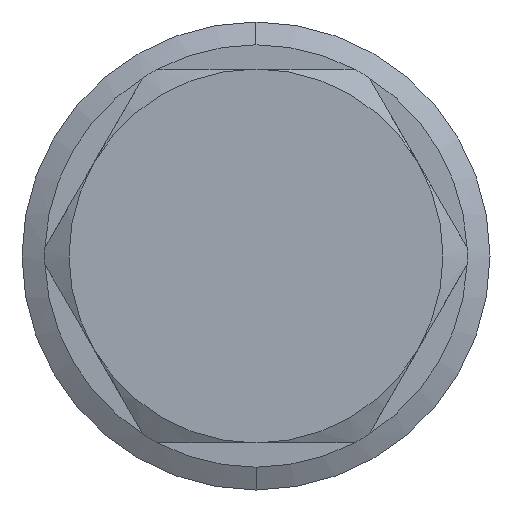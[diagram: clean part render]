
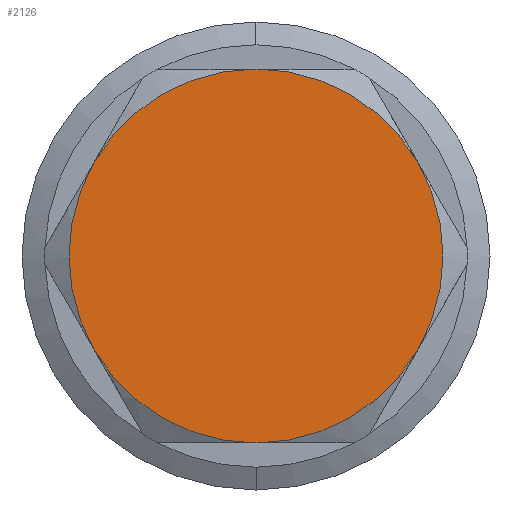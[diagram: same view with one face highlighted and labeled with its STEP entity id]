
A CAD part, left-side view. The second image highlights one B-rep face of the part: STEP entity #2126.
In plain terms, the highlighted planar face has unit normal (-1, 0, 0).
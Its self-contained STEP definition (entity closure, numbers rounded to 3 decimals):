
#170 = CARTESIAN_POINT ( 'NONE',  ( 0., 13.727, 7.925 ) ) ;
#233 = CARTESIAN_POINT ( 'NONE',  ( 0., -13.727, -7.925 ) ) ;
#266 = DIRECTION ( 'NONE',  ( 0., 0., 1. ) ) ;
#278 = EDGE_LOOP ( 'NONE', ( #2806, #573, #3539, #2273, #2005, #2558 ) ) ;
#351 = VERTEX_POINT ( 'NONE', #1251 ) ;
#480 = DIRECTION ( 'NONE',  ( -1., 0., 0. ) ) ;
#573 = ORIENTED_EDGE ( 'NONE', *, *, #5553, .T. ) ;
#773 = DIRECTION ( 'NONE',  ( -1., 0., 0. ) ) ;
#786 = AXIS2_PLACEMENT_3D ( 'NONE', #6011, #4618, #5093 ) ;
#1224 = CARTESIAN_POINT ( 'NONE',  ( 0., 0., 0. ) ) ;
#1251 = CARTESIAN_POINT ( 'NONE',  ( 0., -13.727, 7.925 ) ) ;
#1456 = CIRCLE ( 'NONE', #2519, 15.85 ) ;
#1689 = VERTEX_POINT ( 'NONE', #3997 ) ;
#1851 = DIRECTION ( 'NONE',  ( 0., 0., 1. ) ) ;
#2005 = ORIENTED_EDGE ( 'NONE', *, *, #4949, .T. ) ;
#2047 = VERTEX_POINT ( 'NONE', #170 ) ;
#2049 = CIRCLE ( 'NONE', #5976, 15.85 ) ;
#2093 = EDGE_CURVE ( 'NONE', #5569, #5184, #4364, .T. ) ;
#2126 = ADVANCED_FACE ( 'NONE', ( #6017 ), #2181, .F. ) ;
#2136 = EDGE_CURVE ( 'NONE', #5645, #2047, #1456, .T. ) ;
#2181 = PLANE ( 'NONE',  #6007 ) ;
#2273 = ORIENTED_EDGE ( 'NONE', *, *, #2093, .T. ) ;
#2310 = DIRECTION ( 'NONE',  ( -1., 0., 0. ) ) ;
#2519 = AXIS2_PLACEMENT_3D ( 'NONE', #5686, #4706, #266 ) ;
#2540 = CARTESIAN_POINT ( 'NONE',  ( 0., 0., 0. ) ) ;
#2544 = CIRCLE ( 'NONE', #3704, 15.85 ) ;
#2558 = ORIENTED_EDGE ( 'NONE', *, *, #3655, .T. ) ;
#2806 = ORIENTED_EDGE ( 'NONE', *, *, #2136, .T. ) ;
#3505 = EDGE_CURVE ( 'NONE', #1689, #5569, #3542, .T. ) ;
#3539 = ORIENTED_EDGE ( 'NONE', *, *, #3505, .T. ) ;
#3542 = CIRCLE ( 'NONE', #6298, 15.85 ) ;
#3655 = EDGE_CURVE ( 'NONE', #351, #5645, #2544, .T. ) ;
#3690 = DIRECTION ( 'NONE',  ( 0., 0., -1. ) ) ;
#3704 = AXIS2_PLACEMENT_3D ( 'NONE', #1224, #773, #4747 ) ;
#3798 = CARTESIAN_POINT ( 'NONE',  ( 0., 0., -15.85 ) ) ;
#3876 = CARTESIAN_POINT ( 'NONE',  ( 0., 0., 15.85 ) ) ;
#3997 = CARTESIAN_POINT ( 'NONE',  ( 0., 13.727, -7.925 ) ) ;
#4288 = CIRCLE ( 'NONE', #6049, 15.85 ) ;
#4364 = CIRCLE ( 'NONE', #786, 15.85 ) ;
#4618 = DIRECTION ( 'NONE',  ( -1., 0., 0. ) ) ;
#4706 = DIRECTION ( 'NONE',  ( -1., 0., 0. ) ) ;
#4747 = DIRECTION ( 'NONE',  ( 0., 0., 1. ) ) ;
#4909 = DIRECTION ( 'NONE',  ( -1., 0., 0. ) ) ;
#4934 = DIRECTION ( 'NONE',  ( 0., 0., 1. ) ) ;
#4949 = EDGE_CURVE ( 'NONE', #5184, #351, #4288, .T. ) ;
#5093 = DIRECTION ( 'NONE',  ( 0., 0., 1. ) ) ;
#5184 = VERTEX_POINT ( 'NONE', #233 ) ;
#5237 = CARTESIAN_POINT ( 'NONE',  ( 0., 0., 0. ) ) ;
#5401 = CARTESIAN_POINT ( 'NONE',  ( 0., 0., 0. ) ) ;
#5553 = EDGE_CURVE ( 'NONE', #2047, #1689, #2049, .T. ) ;
#5569 = VERTEX_POINT ( 'NONE', #3798 ) ;
#5624 = DIRECTION ( 'NONE',  ( 1., 0., 0. ) ) ;
#5645 = VERTEX_POINT ( 'NONE', #3876 ) ;
#5686 = CARTESIAN_POINT ( 'NONE',  ( 0., 0., 0. ) ) ;
#5976 = AXIS2_PLACEMENT_3D ( 'NONE', #6218, #2310, #1851 ) ;
#6007 = AXIS2_PLACEMENT_3D ( 'NONE', #5237, #5624, #3690 ) ;
#6011 = CARTESIAN_POINT ( 'NONE',  ( 0., 0., 0. ) ) ;
#6017 = FACE_OUTER_BOUND ( 'NONE', #278, .T. ) ;
#6049 = AXIS2_PLACEMENT_3D ( 'NONE', #2540, #4909, #4934 ) ;
#6218 = CARTESIAN_POINT ( 'NONE',  ( 0., 0., 0. ) ) ;
#6298 = AXIS2_PLACEMENT_3D ( 'NONE', #5401, #480, #6324 ) ;
#6324 = DIRECTION ( 'NONE',  ( 0., 0., 1. ) ) ;
